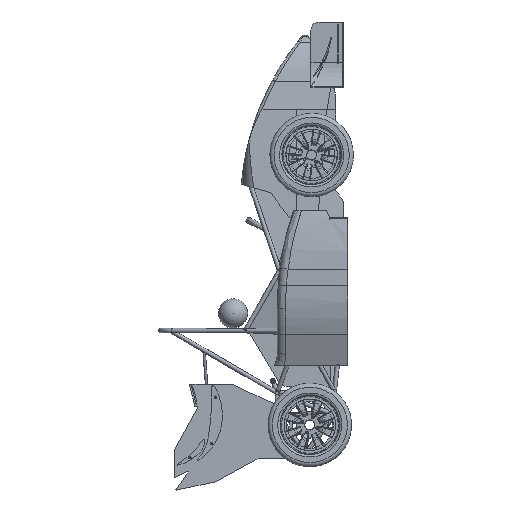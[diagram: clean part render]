
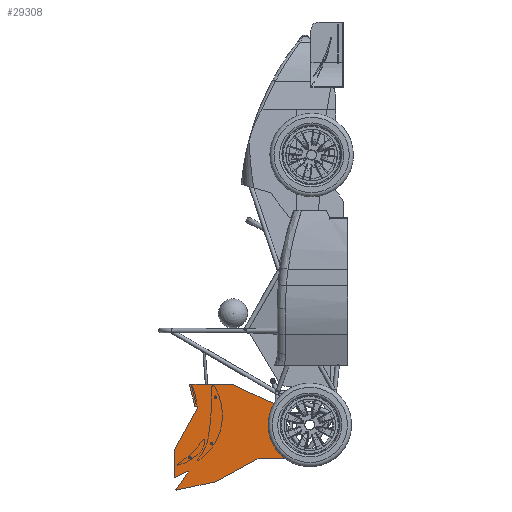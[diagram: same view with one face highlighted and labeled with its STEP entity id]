
A CAD part, left-side view. The second image highlights one B-rep face of the part: STEP entity #29308.
In plain terms, the highlighted planar face has unit normal (-1, 0, 0).
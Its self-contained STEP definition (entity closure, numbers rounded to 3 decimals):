
#2369=LINE('',#65877,#4239);
#2382=LINE('',#65922,#4252);
#2383=LINE('',#65926,#4253);
#2384=LINE('',#65928,#4254);
#2385=LINE('',#65932,#4255);
#2386=LINE('',#65936,#4256);
#2387=LINE('',#65940,#4257);
#2388=LINE('',#65942,#4258);
#2389=LINE('',#65944,#4259);
#2390=LINE('',#65946,#4260);
#2391=LINE('',#65948,#4261);
#2392=LINE('',#65949,#4262);
#4239=VECTOR('',#42032,10.);
#4252=VECTOR('',#42069,10.);
#4253=VECTOR('',#42072,10.);
#4254=VECTOR('',#42073,10.);
#4255=VECTOR('',#42076,10.);
#4256=VECTOR('',#42079,10.);
#4257=VECTOR('',#42082,10.);
#4258=VECTOR('',#42083,10.);
#4259=VECTOR('',#42084,10.);
#4260=VECTOR('',#42085,10.);
#4261=VECTOR('',#42086,10.);
#4262=VECTOR('',#42087,10.);
#6043=FACE_BOUND('',#10810,.T.);
#6044=FACE_BOUND('',#10811,.T.);
#6045=FACE_BOUND('',#10812,.T.);
#8550=FACE_OUTER_BOUND('',#10809,.T.);
#10809=EDGE_LOOP('',(#26819,#26820,#26821,#26822,#26823,#26824,#26825,#26826,
#26827,#26828,#26829,#26830,#26831,#26832,#26833,#26834,#26835,#26836));
#10810=EDGE_LOOP('',(#26837));
#10811=EDGE_LOOP('',(#26838));
#10812=EDGE_LOOP('',(#26839));
#12178=CIRCLE('',#33415,3.);
#12187=CIRCLE('',#33427,3.);
#12188=CIRCLE('',#33429,3.);
#12189=CIRCLE('',#33430,3.);
#12190=CIRCLE('',#33431,3.);
#12191=CIRCLE('',#33432,3.);
#12192=CIRCLE('',#33433,6.68);
#12193=CIRCLE('',#33434,7.5);
#12194=CIRCLE('',#33435,7.5);
#14907=VERTEX_POINT('',#65867);
#14908=VERTEX_POINT('',#65869);
#14910=VERTEX_POINT('',#65875);
#14929=VERTEX_POINT('',#65917);
#14930=VERTEX_POINT('',#65921);
#14931=VERTEX_POINT('',#65923);
#14932=VERTEX_POINT('',#65925);
#14933=VERTEX_POINT('',#65927);
#14934=VERTEX_POINT('',#65929);
#14935=VERTEX_POINT('',#65931);
#14936=VERTEX_POINT('',#65933);
#14937=VERTEX_POINT('',#65935);
#14938=VERTEX_POINT('',#65937);
#14939=VERTEX_POINT('',#65939);
#14940=VERTEX_POINT('',#65941);
#14941=VERTEX_POINT('',#65943);
#14942=VERTEX_POINT('',#65945);
#14943=VERTEX_POINT('',#65947);
#14944=VERTEX_POINT('',#65950);
#14945=VERTEX_POINT('',#65952);
#14946=VERTEX_POINT('',#65954);
#18880=EDGE_CURVE('',#14907,#14908,#12178,.T.);
#18884=EDGE_CURVE('',#14910,#14907,#2369,.T.);
#18905=EDGE_CURVE('',#14929,#14910,#12187,.T.);
#18906=EDGE_CURVE('',#14930,#14929,#2382,.T.);
#18907=EDGE_CURVE('',#14931,#14930,#12188,.T.);
#18908=EDGE_CURVE('',#14932,#14931,#2383,.T.);
#18909=EDGE_CURVE('',#14933,#14932,#2384,.T.);
#18910=EDGE_CURVE('',#14934,#14933,#12189,.T.);
#18911=EDGE_CURVE('',#14934,#14935,#2385,.T.);
#18912=EDGE_CURVE('',#14936,#14935,#12190,.T.);
#18913=EDGE_CURVE('',#14936,#14937,#2386,.T.);
#18914=EDGE_CURVE('',#14938,#14937,#12191,.T.);
#18915=EDGE_CURVE('',#14939,#14938,#2387,.T.);
#18916=EDGE_CURVE('',#14940,#14939,#2388,.T.);
#18917=EDGE_CURVE('',#14941,#14940,#2389,.T.);
#18918=EDGE_CURVE('',#14942,#14941,#2390,.T.);
#18919=EDGE_CURVE('',#14943,#14942,#2391,.T.);
#18920=EDGE_CURVE('',#14908,#14943,#2392,.T.);
#18921=EDGE_CURVE('',#14944,#14944,#12192,.T.);
#18922=EDGE_CURVE('',#14945,#14945,#12193,.T.);
#18923=EDGE_CURVE('',#14946,#14946,#12194,.T.);
#26819=ORIENTED_EDGE('',*,*,#18880,.F.);
#26820=ORIENTED_EDGE('',*,*,#18884,.F.);
#26821=ORIENTED_EDGE('',*,*,#18905,.F.);
#26822=ORIENTED_EDGE('',*,*,#18906,.F.);
#26823=ORIENTED_EDGE('',*,*,#18907,.F.);
#26824=ORIENTED_EDGE('',*,*,#18908,.F.);
#26825=ORIENTED_EDGE('',*,*,#18909,.F.);
#26826=ORIENTED_EDGE('',*,*,#18910,.F.);
#26827=ORIENTED_EDGE('',*,*,#18911,.T.);
#26828=ORIENTED_EDGE('',*,*,#18912,.F.);
#26829=ORIENTED_EDGE('',*,*,#18913,.T.);
#26830=ORIENTED_EDGE('',*,*,#18914,.F.);
#26831=ORIENTED_EDGE('',*,*,#18915,.F.);
#26832=ORIENTED_EDGE('',*,*,#18916,.F.);
#26833=ORIENTED_EDGE('',*,*,#18917,.F.);
#26834=ORIENTED_EDGE('',*,*,#18918,.F.);
#26835=ORIENTED_EDGE('',*,*,#18919,.F.);
#26836=ORIENTED_EDGE('',*,*,#18920,.F.);
#26837=ORIENTED_EDGE('',*,*,#18921,.T.);
#26838=ORIENTED_EDGE('',*,*,#18922,.T.);
#26839=ORIENTED_EDGE('',*,*,#18923,.T.);
#27615=PLANE('',#33428);
#29308=ADVANCED_FACE('',(#8550,#6043,#6044,#6045),#27615,.F.);
#33415=AXIS2_PLACEMENT_3D('',#65870,#42025,#42026);
#33427=AXIS2_PLACEMENT_3D('',#65919,#42065,#42066);
#33428=AXIS2_PLACEMENT_3D('',#65920,#42067,#42068);
#33429=AXIS2_PLACEMENT_3D('',#65924,#42070,#42071);
#33430=AXIS2_PLACEMENT_3D('',#65930,#42074,#42075);
#33431=AXIS2_PLACEMENT_3D('',#65934,#42077,#42078);
#33432=AXIS2_PLACEMENT_3D('',#65938,#42080,#42081);
#33433=AXIS2_PLACEMENT_3D('',#65951,#42088,#42089);
#33434=AXIS2_PLACEMENT_3D('',#65953,#42090,#42091);
#33435=AXIS2_PLACEMENT_3D('',#65955,#42092,#42093);
#42025=DIRECTION('center_axis',(1.,0.,0.));
#42026=DIRECTION('ref_axis',(0.,0.788,0.615));
#42032=DIRECTION('',(0.,0.243,0.97));
#42065=DIRECTION('center_axis',(1.,0.,0.));
#42066=DIRECTION('ref_axis',(0.,0.615,-0.788));
#42067=DIRECTION('center_axis',(1.,0.,0.));
#42068=DIRECTION('ref_axis',(0.,0.,-1.));
#42069=DIRECTION('',(0.,1.,0.));
#42070=DIRECTION('center_axis',(-1.,0.,0.));
#42071=DIRECTION('ref_axis',(0.,-0.862,0.508));
#42072=DIRECTION('',(0.,-0.485,0.875));
#42073=DIRECTION('',(0.,0.,1.));
#42074=DIRECTION('center_axis',(1.,0.,0.));
#42075=DIRECTION('ref_axis',(0.,0.537,-0.843));
#42076=DIRECTION('',(0.,-0.906,0.423));
#42077=DIRECTION('center_axis',(-1.,0.,0.));
#42078=DIRECTION('ref_axis',(0.,-0.766,0.643));
#42079=DIRECTION('',(0.,0.574,-0.819));
#42080=DIRECTION('center_axis',(1.,0.,0.));
#42081=DIRECTION('ref_axis',(0.,0.835,-0.551));
#42082=DIRECTION('',(0.,0.979,-0.205));
#42083=DIRECTION('',(0.,0.88,-0.475));
#42084=DIRECTION('',(0.,1.,0.));
#42085=DIRECTION('',(0.,0.,-1.));
#42086=DIRECTION('',(0.,-0.905,-0.424));
#42087=DIRECTION('',(0.,-1.,0.));
#42088=DIRECTION('center_axis',(1.,0.,0.));
#42089=DIRECTION('ref_axis',(0.,0.,1.));
#42090=DIRECTION('center_axis',(1.,0.,0.));
#42091=DIRECTION('ref_axis',(0.,0.,1.));
#42092=DIRECTION('center_axis',(1.,0.,0.));
#42093=DIRECTION('ref_axis',(0.,0.,1.));
#65867=CARTESIAN_POINT('',(0.,-90.935,646.271));
#65869=CARTESIAN_POINT('',(0.,-93.845,650.));
#65870=CARTESIAN_POINT('Origin',(0.,-93.845,647.));
#65875=CARTESIAN_POINT('',(0.,-124.016,514.296));
#65877=CARTESIAN_POINT('',(0.,-124.586,512.025));
#65917=CARTESIAN_POINT('',(0.,-126.926,512.025));
#65919=CARTESIAN_POINT('Origin',(0.,-126.926,515.025));
#65920=CARTESIAN_POINT('Origin',(0.,-307.862,337.493));
#65921=CARTESIAN_POINT('',(0.,-140.106,512.025));
#65922=CARTESIAN_POINT('',(0.,-145.198,512.025));
#65923=CARTESIAN_POINT('',(0.,-142.73,507.571));
#65924=CARTESIAN_POINT('Origin',(0.,-140.106,509.025));
#65925=CARTESIAN_POINT('',(0.,0.,250.));
#65926=CARTESIAN_POINT('',(0.,0.,250.));
#65927=CARTESIAN_POINT('',(0.,0.,84.709));
#65928=CARTESIAN_POINT('',(0.,0.,0.));
#65929=CARTESIAN_POINT('',(0.,-4.268,81.99));
#65930=CARTESIAN_POINT('Origin',(0.,-3.,84.709));
#65931=CARTESIAN_POINT('',(0.,-79.381,117.016));
#65932=CARTESIAN_POINT('',(0.,-220.515,182.828));
#65933=CARTESIAN_POINT('',(0.,-83.106,112.576));
#65934=CARTESIAN_POINT('Origin',(0.,-80.649,114.297));
#65935=CARTESIAN_POINT('',(0.,-9.366,7.265));
#65936=CARTESIAN_POINT('',(0.,-133.87,185.075));
#65937=CARTESIAN_POINT('',(0.,-12.439,2.608));
#65938=CARTESIAN_POINT('Origin',(0.,-11.824,5.544));
#65939=CARTESIAN_POINT('',(0.,-249.171,52.24));
#65940=CARTESIAN_POINT('',(0.,-249.171,52.24));
#65941=CARTESIAN_POINT('',(0.,-510.,192.92));
#65942=CARTESIAN_POINT('',(0.,-510.,192.92));
#65943=CARTESIAN_POINT('',(0.,-670.,192.92));
#65944=CARTESIAN_POINT('',(0.,-670.,192.92));
#65945=CARTESIAN_POINT('',(0.,-670.,500.));
#65946=CARTESIAN_POINT('',(0.,-670.,500.));
#65947=CARTESIAN_POINT('',(0.,-350.,650.));
#65948=CARTESIAN_POINT('',(0.,-350.,650.));
#65949=CARTESIAN_POINT('',(0.,-90.,650.));
#65950=CARTESIAN_POINT('',(0.,-95.,193.32));
#65951=CARTESIAN_POINT('Origin',(0.,-95.,200.));
#65952=CARTESIAN_POINT('',(0.,-250.,562.5));
#65953=CARTESIAN_POINT('Origin',(0.,-250.,570.));
#65954=CARTESIAN_POINT('',(0.,-224.709,280.79));
#65955=CARTESIAN_POINT('Origin',(0.,-224.709,288.29));
